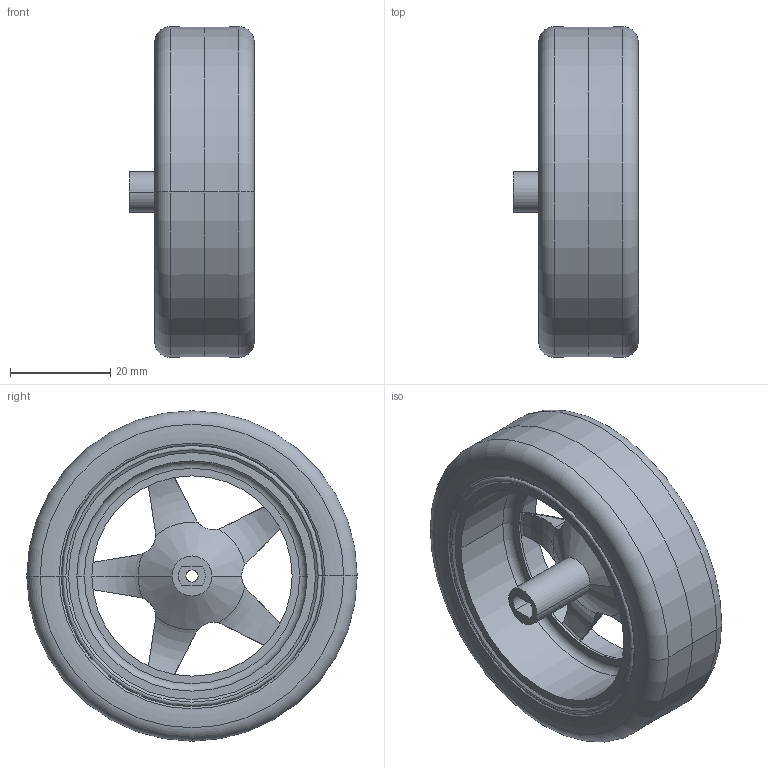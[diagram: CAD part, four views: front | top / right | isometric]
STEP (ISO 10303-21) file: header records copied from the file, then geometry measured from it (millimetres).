
FILE_DESCRIPTION (( 'STEP AP203' ), '1' );
FILE_NAME ('Wheel_Predeterminado_sldprt.STEP', '2025-10-04T22:43:28', ( '' ), ( '' ), 'SwSTEP 2.0', 'SolidWorks 2023', '' );
FILE_SCHEMA (( 'CONFIG_CONTROL_DESIGN' ));
Length unit declared in the file: millimetre
Products named in the file (1): Wheel_Predeterminado_sldprt
Bounding box: 25 x 66 x 66 mm (x, y, z)
Volume: 38994.9 mm3; surface area: 19466 mm2
Topology: 3 solids, 3 shells, 147 faces, 346 edges, 206 vertices
Faces by surface type: torus 58, cylinder 28, plane 24, cone 18, bspline 15, sphere 4
Entity records: 5118 total; most frequent: CARTESIAN_POINT 1722, DIRECTION 732, ORIENTED_EDGE 692, EDGE_CURVE 346, AXIS2_PLACEMENT_3D 330, VERTEX_POINT 206, CIRCLE 197, EDGE_LOOP 154
